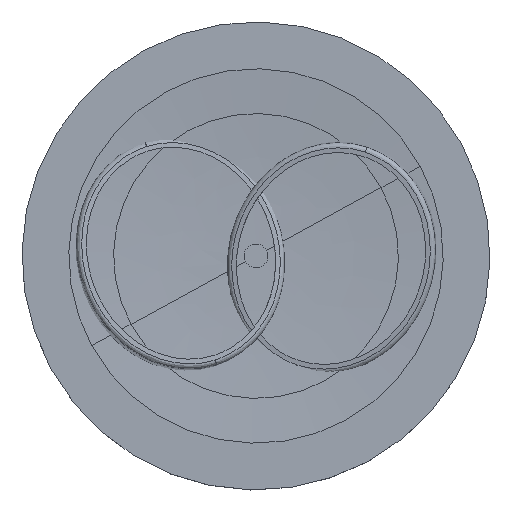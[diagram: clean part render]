
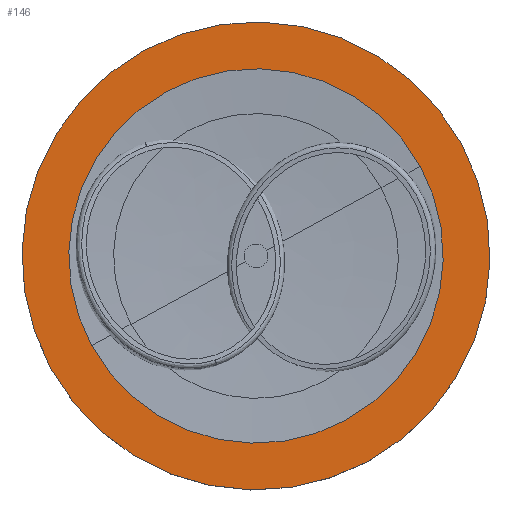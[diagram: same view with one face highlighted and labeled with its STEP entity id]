
A CAD part, top view. The second image highlights one B-rep face of the part: STEP entity #146.
In plain terms, the highlighted planar face has unit normal (0, 0, 1).
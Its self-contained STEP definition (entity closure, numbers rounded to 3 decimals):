
#63=CARTESIAN_POINT('Vertex',(43.879,23.971,10.25)) ;
#66=CARTESIAN_POINT('Axis2P3D Location',(0.,0.,10.25)) ;
#70=CARTESIAN_POINT('Vertex',(-43.879,-23.971,10.25)) ;
#92=CARTESIAN_POINT('Axis2P3D Location',(0.,0.,10.25)) ;
#119=CARTESIAN_POINT('Axis2P3D Location',(-50.,0.,10.25)) ;
#128=CARTESIAN_POINT('Axis2P3D Location',(0.,0.,10.25)) ;
#132=CARTESIAN_POINT('Vertex',(-35.103,-19.177,10.25)) ;
#134=CARTESIAN_POINT('Vertex',(35.103,19.177,10.25)) ;
#137=CARTESIAN_POINT('Axis2P3D Location',(0.,0.,10.25)) ;
#67=DIRECTION('Axis2P3D Direction',(0.,0.,1.)) ;
#93=DIRECTION('Axis2P3D Direction',(0.,0.,1.)) ;
#120=DIRECTION('Axis2P3D Direction',(0.,0.,1.)) ;
#121=DIRECTION('Axis2P3D XDirection',(1.,0.,0.)) ;
#129=DIRECTION('Axis2P3D Direction',(0.,0.,1.)) ;
#138=DIRECTION('Axis2P3D Direction',(0.,0.,1.)) ;
#68=AXIS2_PLACEMENT_3D('Circle Axis2P3D',#66,#67,$) ;
#94=AXIS2_PLACEMENT_3D('Circle Axis2P3D',#92,#93,$) ;
#122=AXIS2_PLACEMENT_3D('Plane Axis2P3D',#119,#120,#121) ;
#130=AXIS2_PLACEMENT_3D('Circle Axis2P3D',#128,#129,$) ;
#139=AXIS2_PLACEMENT_3D('Circle Axis2P3D',#137,#138,$) ;
#125=ORIENTED_EDGE('',*,*,#96,.T.) ;
#126=ORIENTED_EDGE('',*,*,#72,.T.) ;
#143=ORIENTED_EDGE('',*,*,#136,.F.) ;
#144=ORIENTED_EDGE('',*,*,#141,.F.) ;
#145=FACE_BOUND('',#142,.T.) ;
#146=ADVANCED_FACE('',(#127,#145),#123,.T.) ;
#69=CIRCLE('generated circle',#68,50.) ;
#95=CIRCLE('generated circle',#94,50.) ;
#131=CIRCLE('generated circle',#130,40.) ;
#140=CIRCLE('generated circle',#139,40.) ;
#72=EDGE_CURVE('',#71,#64,#69,.T.) ;
#96=EDGE_CURVE('',#64,#71,#95,.T.) ;
#136=EDGE_CURVE('',#133,#135,#131,.T.) ;
#141=EDGE_CURVE('',#135,#133,#140,.T.) ;
#124=EDGE_LOOP('',(#125,#126)) ;
#142=EDGE_LOOP('',(#143,#144)) ;
#127=FACE_OUTER_BOUND('',#124,.T.) ;
#123=PLANE('Plane',#122) ;
#64=VERTEX_POINT('',#63) ;
#71=VERTEX_POINT('',#70) ;
#133=VERTEX_POINT('',#132) ;
#135=VERTEX_POINT('',#134) ;
